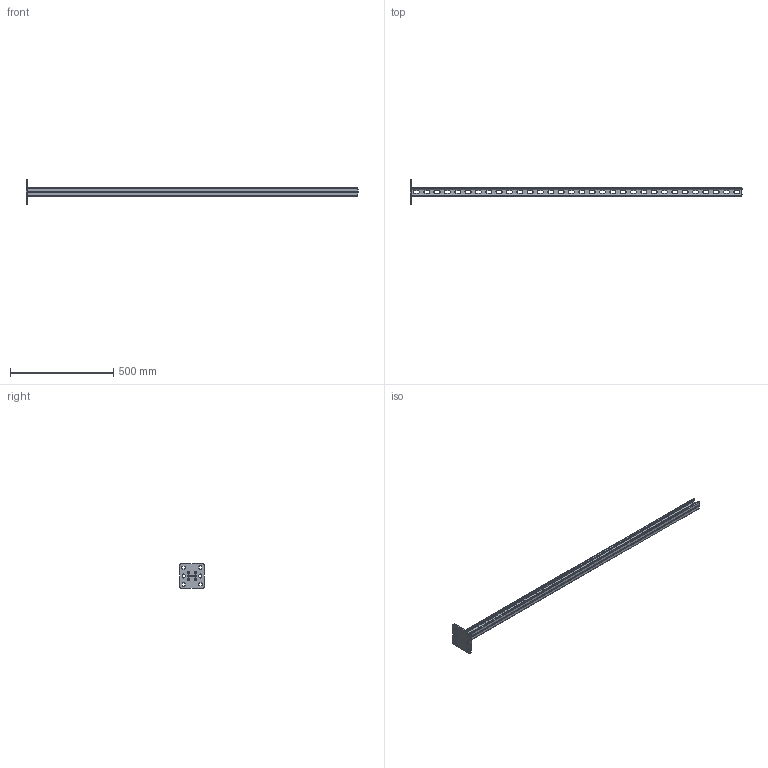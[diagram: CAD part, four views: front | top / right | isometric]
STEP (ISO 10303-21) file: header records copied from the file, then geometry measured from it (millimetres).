
FILE_DESCRIPTION (( 'STEP AP203' ), '1' );
FILE_NAME ('Êðîíøòåéí ïîòîëî÷íûé äâîéíîé_h21-1600.step', '2022-01-27T07:52:34', ( '' ), ( '' ), 'SwSTEP 2.0', 'SolidWorks 2017', '' );
FILE_SCHEMA (( 'CONFIG_CONTROL_DESIGN' ));
Length unit declared in the file: millimetre
Products named in the file (3): Êðîíøòåéí ïîòîëî÷íûé äâîéíîé_h21-1600; Ïÿòêà ïîòîëî÷êàÿ; STRUT-镳铘桦黖h21-1600
Assembly tree (3 placements, depth 2):
  Êðîíøòåéí ïîòîëî÷íûé äâîéíîé_h21-1600
    Ïÿòêà ïîòîëî÷êàÿ
    STRUT-镳铘桦黖h21-1600  x2
Bounding box: 1606 x 120 x 120 mm (x, y, z)
Volume: 770925.8 mm3; surface area: 630124.4 mm2
Topology: 3 solids, 3 shells, 3542 faces, 10606 edges, 7070 vertices
Faces by surface type: plane 3384, cylinder 158
Entity records: 59605 total; most frequent: CARTESIAN_POINT 10718, ORIENTED_EDGE 10708, DIRECTION 9120, EDGE_CURVE 5354, LINE 5178, VECTOR 5178, VERTEX_POINT 3569, AXIS2_PLACEMENT_3D 1971
